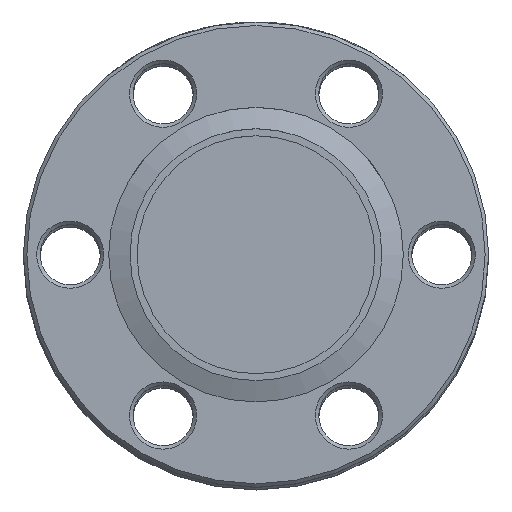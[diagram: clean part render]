
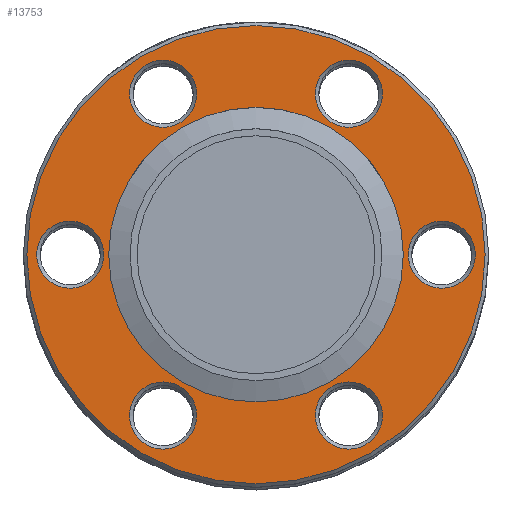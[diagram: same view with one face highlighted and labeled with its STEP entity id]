
A CAD part, top view. The second image highlights one B-rep face of the part: STEP entity #13753.
In plain terms, the highlighted planar face has unit normal (0, 0, 1).
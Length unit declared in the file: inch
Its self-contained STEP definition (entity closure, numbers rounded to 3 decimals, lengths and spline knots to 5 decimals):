
#4085=VERTEX_POINT('',#23388);
#4090=VERTEX_POINT('',#23402);
#4092=VERTEX_POINT('',#23408);
#4093=VERTEX_POINT('',#23410);
#4094=VERTEX_POINT('',#23412);
#4095=VERTEX_POINT('',#23414);
#4096=VERTEX_POINT('',#23416);
#4097=VERTEX_POINT('',#23418);
#4957=CIRCLE('',#14482,0.421);
#4962=CIRCLE('',#14491,0.096);
#4964=CIRCLE('',#14495,0.096);
#4965=CIRCLE('',#14496,0.096);
#4966=CIRCLE('',#14497,0.096);
#4967=CIRCLE('',#14498,0.655);
#4968=CIRCLE('',#14499,0.096);
#4969=CIRCLE('',#14500,0.096);
#6168=EDGE_CURVE('',#4085,#4085,#4957,.T.);
#6173=EDGE_CURVE('',#4090,#4090,#4962,.T.);
#6175=EDGE_CURVE('',#4092,#4092,#4964,.T.);
#6176=EDGE_CURVE('',#4093,#4093,#4965,.T.);
#6177=EDGE_CURVE('',#4094,#4094,#4966,.T.);
#6178=EDGE_CURVE('',#4095,#4095,#4967,.T.);
#6179=EDGE_CURVE('',#4096,#4096,#4968,.T.);
#6180=EDGE_CURVE('',#4097,#4097,#4969,.T.);
#9352=ORIENTED_EDGE('',*,*,#6168,.T.);
#9353=ORIENTED_EDGE('',*,*,#6175,.F.);
#9354=ORIENTED_EDGE('',*,*,#6176,.F.);
#9355=ORIENTED_EDGE('',*,*,#6177,.F.);
#9356=ORIENTED_EDGE('',*,*,#6178,.F.);
#9357=ORIENTED_EDGE('',*,*,#6179,.F.);
#9358=ORIENTED_EDGE('',*,*,#6180,.F.);
#9359=ORIENTED_EDGE('',*,*,#6173,.F.);
#11941=EDGE_LOOP('',(#9352));
#11942=EDGE_LOOP('',(#9353));
#11943=EDGE_LOOP('',(#9354));
#11944=EDGE_LOOP('',(#9355));
#11945=EDGE_LOOP('',(#9356));
#11946=EDGE_LOOP('',(#9357));
#11947=EDGE_LOOP('',(#9358));
#11948=EDGE_LOOP('',(#9359));
#12891=FACE_BOUND('',#11941,.T.);
#12892=FACE_BOUND('',#11942,.T.);
#12893=FACE_BOUND('',#11943,.T.);
#12894=FACE_BOUND('',#11944,.T.);
#12895=FACE_BOUND('',#11945,.T.);
#12896=FACE_BOUND('',#11946,.T.);
#12897=FACE_BOUND('',#11947,.T.);
#12898=FACE_BOUND('',#11948,.T.);
#13753=ADVANCED_FACE('',(#12891,#12892,#12893,#12894,#12895,#12896,#12897,
#12898),#30120,.T.);
#14482=AXIS2_PLACEMENT_3D('',#23387,#15783,#15784);
#14491=AXIS2_PLACEMENT_3D('',#23401,#15800,#15801);
#14494=AXIS2_PLACEMENT_3D('',#23406,#15806,$);
#14495=AXIS2_PLACEMENT_3D('',#23407,#15807,#15808);
#14496=AXIS2_PLACEMENT_3D('',#23409,#15809,#15810);
#14497=AXIS2_PLACEMENT_3D('',#23411,#15811,#15812);
#14498=AXIS2_PLACEMENT_3D('',#23413,#15813,#15814);
#14499=AXIS2_PLACEMENT_3D('',#23415,#15815,#15816);
#14500=AXIS2_PLACEMENT_3D('',#23417,#15817,#15818);
#15783=DIRECTION('',(0.,0.,-1.));
#15784=DIRECTION('',(-0.421,0.,0.));
#15800=DIRECTION('',(0.,0.,1.));
#15801=DIRECTION('',(0.,-0.096,0.));
#15806=DIRECTION('',(0.,0.,1.));
#15807=DIRECTION('',(0.,0.,1.));
#15808=DIRECTION('',(0.,-0.096,0.));
#15809=DIRECTION('',(0.,0.,1.));
#15810=DIRECTION('',(0.,-0.096,0.));
#15811=DIRECTION('',(0.,0.,1.));
#15812=DIRECTION('',(0.,-0.096,0.));
#15813=DIRECTION('',(0.,0.,-1.));
#15814=DIRECTION('',(-0.655,0.,0.));
#15815=DIRECTION('',(0.,0.,1.));
#15816=DIRECTION('',(0.,-0.096,0.));
#15817=DIRECTION('',(0.,0.,1.));
#15818=DIRECTION('',(0.,-0.096,0.));
#23387=CARTESIAN_POINT('',(0.,0.,0.));
#23388=CARTESIAN_POINT('',(-0.421,0.,0.));
#23401=CARTESIAN_POINT('',(0.531,0.,0.));
#23402=CARTESIAN_POINT('',(0.531,0.096,0.));
#23406=CARTESIAN_POINT('',(0.,0.,0.));
#23407=CARTESIAN_POINT('',(0.2655,-0.45986,0.));
#23408=CARTESIAN_POINT('',(0.2655,-0.36386,0.));
#23409=CARTESIAN_POINT('',(-0.531,0.,0.));
#23410=CARTESIAN_POINT('',(-0.531,0.096,0.));
#23411=CARTESIAN_POINT('',(0.2655,0.45986,0.));
#23412=CARTESIAN_POINT('',(0.2655,0.55586,0.));
#23413=CARTESIAN_POINT('',(0.,0.,0.));
#23414=CARTESIAN_POINT('',(0.655,0.,0.));
#23415=CARTESIAN_POINT('',(-0.2655,0.45986,0.));
#23416=CARTESIAN_POINT('',(-0.2655,0.55586,0.));
#23417=CARTESIAN_POINT('',(-0.2655,-0.45986,0.));
#23418=CARTESIAN_POINT('',(-0.2655,-0.36386,0.));
#30120=PLANE('',#14494);
